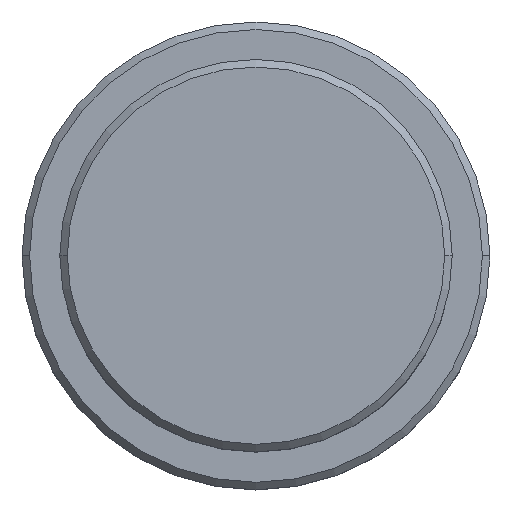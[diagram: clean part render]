
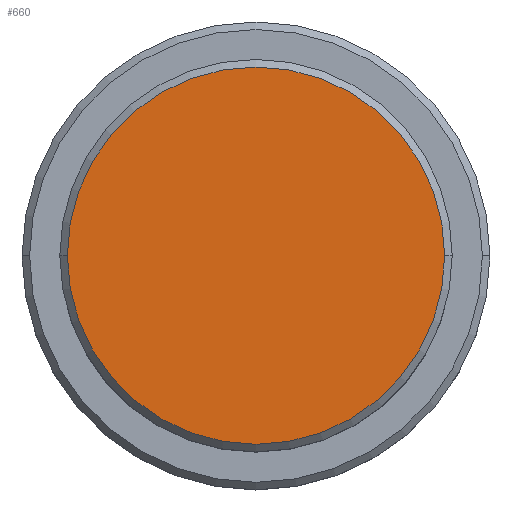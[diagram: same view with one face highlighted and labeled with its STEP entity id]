
A CAD part, top view. The second image highlights one B-rep face of the part: STEP entity #660.
In plain terms, the highlighted planar face has unit normal (0, 0, 1).
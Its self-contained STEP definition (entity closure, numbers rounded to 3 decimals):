
#91 = VERTEX_POINT ( 'NONE', #988 ) ;
#124 = FACE_OUTER_BOUND ( 'NONE', #534, .T. ) ;
#251 = AXIS2_PLACEMENT_3D ( 'NONE', #1109, #589, #1226 ) ;
#415 = EDGE_CURVE ( 'NONE', #91, #1067, #577, .T. ) ;
#437 = CARTESIAN_POINT ( 'NONE',  ( 12.5, 0., 0. ) ) ;
#438 = DIRECTION ( 'NONE',  ( 1., 0., 0. ) ) ;
#468 = EDGE_CURVE ( 'NONE', #1067, #91, #1279, .T. ) ;
#497 = DIRECTION ( 'NONE',  ( 0., 0., 1. ) ) ;
#534 = EDGE_LOOP ( 'NONE', ( #752, #1114 ) ) ;
#550 = CARTESIAN_POINT ( 'NONE',  ( 0., 0., 0. ) ) ;
#577 = CIRCLE ( 'NONE', #1363, 12.5 ) ;
#589 = DIRECTION ( 'NONE',  ( 0., 0., 1. ) ) ;
#612 = DIRECTION ( 'NONE',  ( 1., 0., 0. ) ) ;
#660 = ADVANCED_FACE ( 'NONE', ( #124 ), #667, .T. ) ;
#667 = PLANE ( 'NONE',  #251 ) ;
#752 = ORIENTED_EDGE ( 'NONE', *, *, #415, .T. ) ;
#972 = DIRECTION ( 'NONE',  ( 0., 0., 1. ) ) ;
#988 = CARTESIAN_POINT ( 'NONE',  ( -12.5, 0., 0. ) ) ;
#1067 = VERTEX_POINT ( 'NONE', #437 ) ;
#1109 = CARTESIAN_POINT ( 'NONE',  ( 0., 0., 0. ) ) ;
#1114 = ORIENTED_EDGE ( 'NONE', *, *, #468, .T. ) ;
#1153 = CARTESIAN_POINT ( 'NONE',  ( 0., 0., 0. ) ) ;
#1226 = DIRECTION ( 'NONE',  ( 1., 0., 0. ) ) ;
#1279 = CIRCLE ( 'NONE', #1410, 12.5 ) ;
#1363 = AXIS2_PLACEMENT_3D ( 'NONE', #1153, #497, #612 ) ;
#1410 = AXIS2_PLACEMENT_3D ( 'NONE', #550, #972, #438 ) ;
